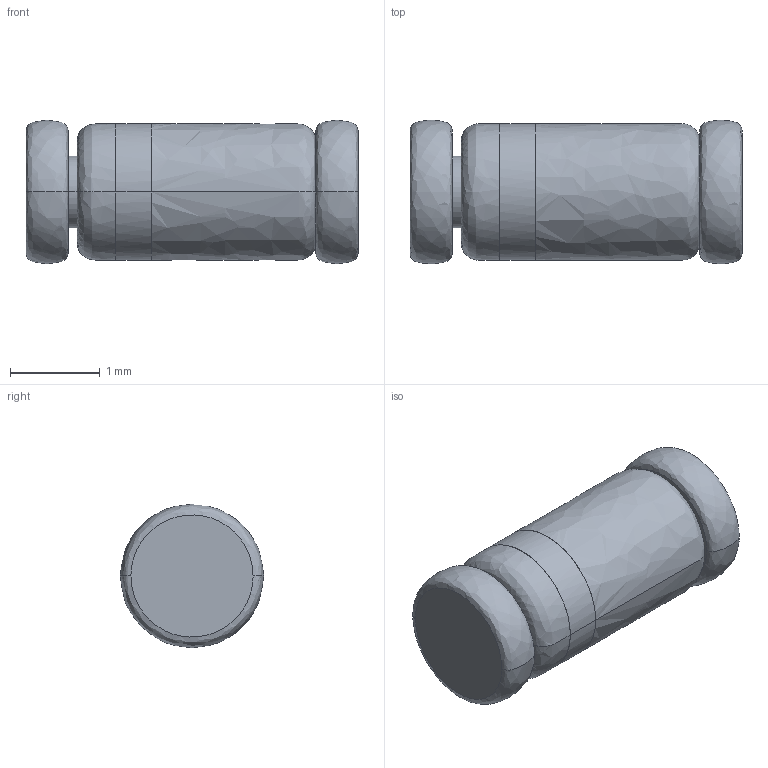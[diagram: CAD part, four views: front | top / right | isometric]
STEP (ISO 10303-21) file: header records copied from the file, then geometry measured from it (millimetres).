
FILE_DESCRIPTION(/* description */ (''),/* implementation_level */ '2;1');
FILE_NAME(/* name */ 'MINIME~1',/* time_stamp */ '2014-09-19T22:01:25+02:00',/* author */ (''),/* organization */ (''),/* preprocessor_version */ 'ST-DEVELOPER v14',/* originating_system */ '',/* authorisation */ '');
FILE_SCHEMA (('AUTOMOTIVE_DESIGN'));
Length unit declared in the file: millimetre
Products named in the file (1): Document
Bounding box: 3.7 x 1.6 x 1.6 mm (x, y, z)
Volume: 1.9 mm3; surface area: 28.3 mm2
Topology: 3 solids, 6 shells, 20 faces, 36 edges, 24 vertices
Faces by surface type: bspline 12, plane 8
Entity records: 1569 total; most frequent: CARTESIAN_POINT 1055, ORIENTED_EDGE 64, PCURVE 64, DEFINITIONAL_REPRESENTATION 64, B_SPLINE_CURVE_WITH_KNOTS 48, SURFACE_CURVE 36, EDGE_CURVE 36, VERTEX_POINT 24
